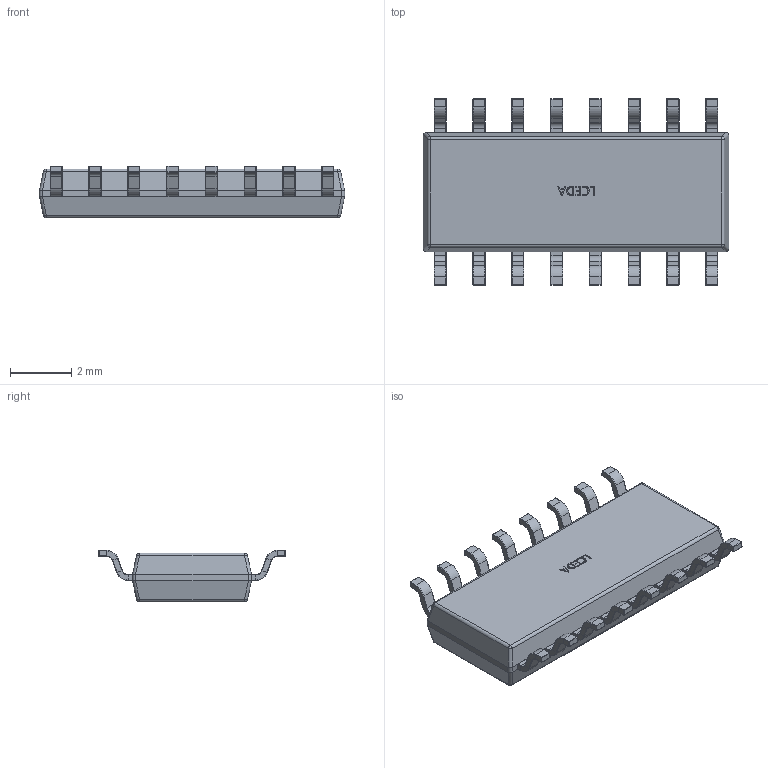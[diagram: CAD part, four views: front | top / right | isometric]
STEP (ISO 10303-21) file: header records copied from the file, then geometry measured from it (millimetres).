
FILE_DESCRIPTION (( 'STEP AP214' ), '1' );
FILE_NAME ('SOP_16.STEP', '2023-10-14T10:59:42', ( '' ), ( '' ), 'SwSTEP 2.0', 'SolidWorks 2019', '' );
FILE_SCHEMA (( 'AUTOMOTIVE_DESIGN' ));
Length unit declared in the file: millimetre
Products named in the file (4): COMPOUND-6.step; SOP_16; SOP-16_L10.0-W3.9-P1.27-LS6.0-BL.step; U1.step
Assembly tree (3 placements, depth 4):
  SOP_16
    U1.step
      SOP-16_L10.0-W3.9-P1.27-LS6.0-BL.step
        COMPOUND-6.step
Bounding box: 10 x 6.11 x 1.7 mm (x, y, z)
Volume: 61.4 mm3; surface area: 145.2 mm2
Topology: 30 solids, 30 shells, 1251 faces, 2805 edges, 1574 vertices
Faces by surface type: plane 509, cylinder 358, bspline 152, torus 128, sphere 104
Entity records: 38763 total; most frequent: CARTESIAN_POINT 10390, DIRECTION 5507, ORIENTED_EDGE 5498, EDGE_CURVE 2749, AXIS2_PLACEMENT_3D 1983, VERTEX_POINT 1574, VECTOR 1541, LINE 1541
